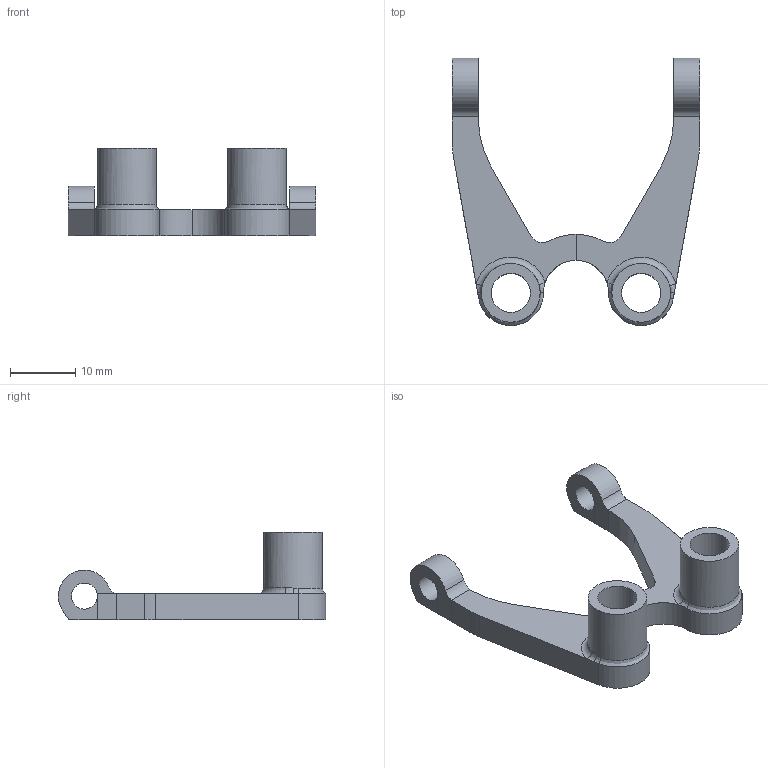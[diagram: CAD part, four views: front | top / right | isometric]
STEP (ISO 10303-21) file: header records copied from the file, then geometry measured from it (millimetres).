
FILE_DESCRIPTION(('FreeCAD Model'),'2;1');
FILE_NAME('Open CASCADE Shape Model','2023-10-25T14:00:42',(''),(''), 'Open CASCADE STEP processor 7.6','FreeCAD','Unknown');
FILE_SCHEMA(('AUTOMOTIVE_DESIGN { 1 0 10303 214 1 1 1 1 }'));
Length unit declared in the file: millimetre
Products named in the file (5): receiver_monoarm; Body; Fillet; Fillet (Mirror #2); Body (Mirror #1)
Assembly tree (4 placements, depth 2):
  receiver_monoarm
    Body
    Fillet
    Fillet (Mirror #2)
    Body (Mirror #1)
Bounding box: 38 x 41 x 13.5 mm (x, y, z)
Volume: 5954.9 mm3; surface area: 6285.2 mm2
Topology: 4 solids, 4 shells, 118 faces, 286 edges, 178 vertices
Faces by surface type: plane 60, cylinder 48, bspline 8, torus 2
Full cylindrical faces by diameter (mm): 4 x4, 6 x8, 9 x4
Entity records: 7657 total; most frequent: CARTESIAN_POINT 1819, DIRECTION 1087, LINE 622, VECTOR 622, ORIENTED_EDGE 572, PCURVE 572, DEFINITIONAL_REPRESENTATION 572, EDGE_CURVE 286
